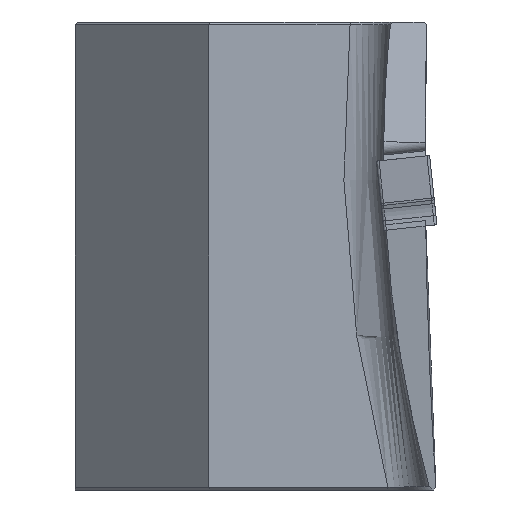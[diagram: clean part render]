
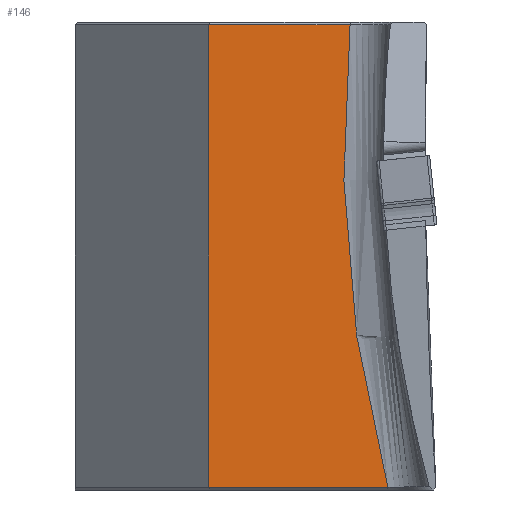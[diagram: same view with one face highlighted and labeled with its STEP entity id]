
A CAD part, left-side view. The second image highlights one B-rep face of the part: STEP entity #146.
In plain terms, the highlighted planar face has unit normal (-1, 0, 0).
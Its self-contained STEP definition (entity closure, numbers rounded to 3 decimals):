
#85=CIRCLE('',#1375,96.);
#146=ADVANCED_FACE('',(#266),#219,.F.);
#219=PLANE('',#1376);
#266=FACE_OUTER_BOUND('',#341,.T.);
#341=EDGE_LOOP('',(#494,#495,#496,#497));
#494=ORIENTED_EDGE('',*,*,#973,.T.);
#495=ORIENTED_EDGE('',*,*,#974,.T.);
#496=ORIENTED_EDGE('',*,*,#975,.T.);
#497=ORIENTED_EDGE('',*,*,#976,.T.);
#845=VERTEX_POINT('',#2029);
#846=VERTEX_POINT('',#2030);
#847=VERTEX_POINT('',#2032);
#848=VERTEX_POINT('',#2034);
#973=EDGE_CURVE('',#845,#846,#85,.T.);
#974=EDGE_CURVE('',#846,#847,#1143,.T.);
#975=EDGE_CURVE('',#847,#848,#1144,.T.);
#976=EDGE_CURVE('',#848,#845,#1145,.T.);
#1143=LINE('',#2031,#1266);
#1144=LINE('',#2033,#1267);
#1145=LINE('',#2035,#1268);
#1266=VECTOR('',#1570,1.);
#1267=VECTOR('',#1571,1.);
#1268=VECTOR('',#1572,1.);
#1375=AXIS2_PLACEMENT_3D('',#2028,#1568,#1569);
#1376=AXIS2_PLACEMENT_3D('',#2036,#1573,#1574);
#1568=DIRECTION('',(1.,0.,0.));
#1569=DIRECTION('',(0.,0.,-1.));
#1570=DIRECTION('',(0.,1.,0.));
#1571=DIRECTION('',(0.,0.,-1.));
#1572=DIRECTION('',(0.,-1.,0.));
#1573=DIRECTION('',(1.,0.,0.));
#1574=DIRECTION('',(0.,0.,-1.));
#2028=CARTESIAN_POINT('',(31.,-116.08,0.2));
#2029=CARTESIAN_POINT('',(31.,-23.392,-24.8));
#2030=CARTESIAN_POINT('',(31.,-20.561,9.8));
#2031=CARTESIAN_POINT('',(31.,-116.08,9.8));
#2032=CARTESIAN_POINT('',(31.,-10.,9.8));
#2033=CARTESIAN_POINT('',(31.,-10.,10.));
#2034=CARTESIAN_POINT('',(31.,-10.,-24.8));
#2035=CARTESIAN_POINT('',(31.,-116.08,-24.8));
#2036=CARTESIAN_POINT('',(31.,-116.08,0.2));
